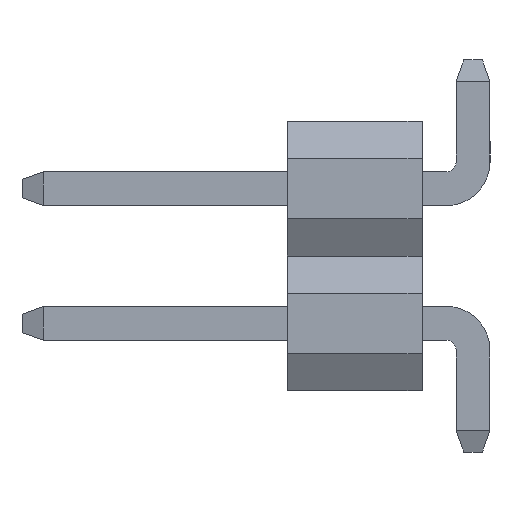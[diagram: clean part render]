
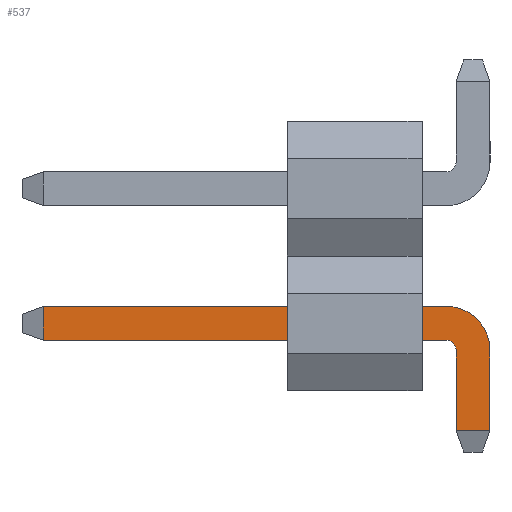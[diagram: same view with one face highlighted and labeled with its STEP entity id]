
A CAD part, left-side view. The second image highlights one B-rep face of the part: STEP entity #537.
In plain terms, the highlighted planar face has unit normal (-1, 0, 0).
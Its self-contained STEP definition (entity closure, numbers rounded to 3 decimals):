
#64=CIRCLE('',#581,0.82);
#65=CIRCLE('',#583,0.18);
#73=FACE_OUTER_BOUND('',#101,.T.);
#101=EDGE_LOOP('',(#365,#366,#367,#368,#369,#370,#371,#372));
#127=LINE('',#782,#187);
#129=LINE('',#787,#189);
#135=LINE('',#807,#195);
#136=LINE('',#809,#196);
#137=LINE('',#810,#197);
#138=LINE('',#811,#198);
#187=VECTOR('',#629,1000.);
#189=VECTOR('',#633,1000.);
#195=VECTOR('',#653,1000.);
#196=VECTOR('',#654,1000.);
#197=VECTOR('',#655,1000.);
#198=VECTOR('',#656,1000.);
#247=VERTEX_POINT('',#779);
#248=VERTEX_POINT('',#781);
#249=VERTEX_POINT('',#785);
#250=VERTEX_POINT('',#786);
#253=VERTEX_POINT('',#794);
#256=VERTEX_POINT('',#801);
#257=VERTEX_POINT('',#806);
#258=VERTEX_POINT('',#808);
#287=EDGE_CURVE('',#248,#247,#127,.T.);
#289=EDGE_CURVE('',#249,#250,#129,.T.);
#295=EDGE_CURVE('',#253,#248,#64,.T.);
#297=EDGE_CURVE('',#256,#249,#65,.T.);
#299=EDGE_CURVE('',#256,#257,#135,.T.);
#300=EDGE_CURVE('',#257,#258,#136,.T.);
#301=EDGE_CURVE('',#253,#258,#137,.T.);
#302=EDGE_CURVE('',#247,#250,#138,.T.);
#365=ORIENTED_EDGE('',*,*,#299,.T.);
#366=ORIENTED_EDGE('',*,*,#300,.T.);
#367=ORIENTED_EDGE('',*,*,#301,.F.);
#368=ORIENTED_EDGE('',*,*,#295,.T.);
#369=ORIENTED_EDGE('',*,*,#287,.T.);
#370=ORIENTED_EDGE('',*,*,#302,.T.);
#371=ORIENTED_EDGE('',*,*,#289,.F.);
#372=ORIENTED_EDGE('',*,*,#297,.F.);
#479=PLANE('',#585);
#537=ADVANCED_FACE('',(#73),#479,.F.);
#581=AXIS2_PLACEMENT_3D('',#798,#642,#643);
#583=AXIS2_PLACEMENT_3D('',#803,#647,#648);
#585=AXIS2_PLACEMENT_3D('',#805,#651,#652);
#629=DIRECTION('',(0.,1.,0.));
#633=DIRECTION('',(0.,1.,0.));
#642=DIRECTION('center_axis',(-1.,0.,0.));
#643=DIRECTION('ref_axis',(0.,0.,1.));
#647=DIRECTION('center_axis',(-1.,0.,0.));
#648=DIRECTION('ref_axis',(0.,0.,1.));
#651=DIRECTION('center_axis',(1.,0.,0.));
#652=DIRECTION('ref_axis',(0.,1.,0.));
#653=DIRECTION('',(0.,0.,-1.));
#654=DIRECTION('',(0.,-1.,0.));
#655=DIRECTION('',(0.,0.,-1.));
#656=DIRECTION('',(0.,0.,-1.));
#779=CARTESIAN_POINT('',(-0.32,2.74,2.744));
#781=CARTESIAN_POINT('',(-0.32,-4.86,2.744));
#782=CARTESIAN_POINT('',(-0.32,-4.86,2.744));
#785=CARTESIAN_POINT('',(-0.32,-4.86,2.104));
#786=CARTESIAN_POINT('',(-0.32,2.74,2.104));
#787=CARTESIAN_POINT('',(-0.32,-4.86,2.104));
#794=CARTESIAN_POINT('',(-0.32,-5.68,1.924));
#798=CARTESIAN_POINT('Origin',(-0.32,-4.86,1.924));
#801=CARTESIAN_POINT('',(-0.32,-5.04,1.924));
#803=CARTESIAN_POINT('Origin',(-0.32,-4.86,1.924));
#805=CARTESIAN_POINT('Origin',(-0.32,-5.04,1.924));
#806=CARTESIAN_POINT('',(-0.32,-5.04,0.4));
#807=CARTESIAN_POINT('',(-0.32,-5.04,1.924));
#808=CARTESIAN_POINT('',(-0.32,-5.68,0.4));
#809=CARTESIAN_POINT('',(-0.32,-5.68,0.4));
#810=CARTESIAN_POINT('',(-0.32,-5.68,1.924));
#811=CARTESIAN_POINT('',(-0.32,2.74,1.924));
